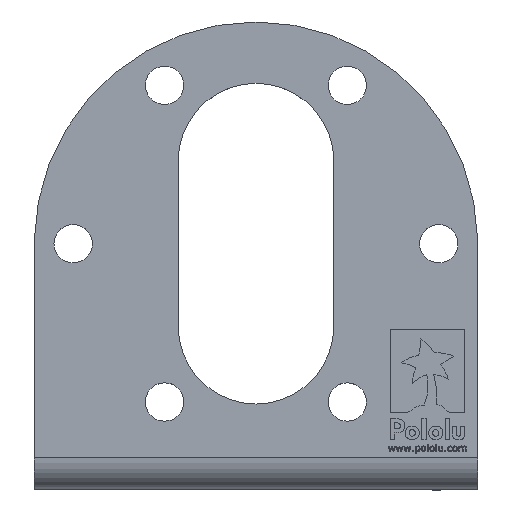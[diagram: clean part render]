
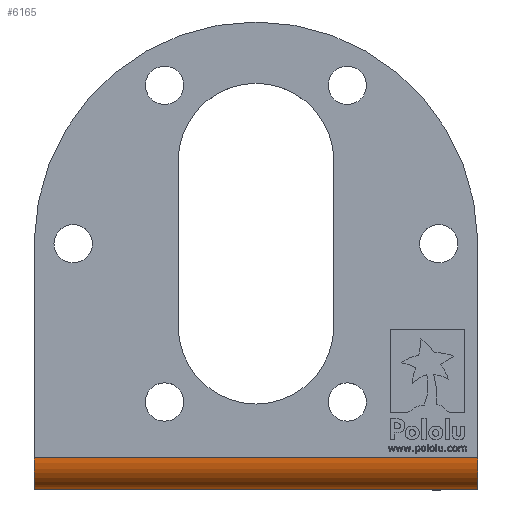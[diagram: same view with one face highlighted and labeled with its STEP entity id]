
A CAD part, top view. The second image highlights one B-rep face of the part: STEP entity #6165.
In plain terms, the highlighted cylindrical face has radius 2.635 mm (diameter 5.27 mm), a partial arc.
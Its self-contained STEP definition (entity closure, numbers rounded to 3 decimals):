
#1110 = CARTESIAN_POINT ( 'NONE',  ( 17.796, -17.165, 7.8 ) ) ;
#1713 = CARTESIAN_POINT ( 'NONE',  ( 17.796, -19.8, 5.165 ) ) ;
#1803 = DIRECTION ( 'NONE',  ( 0., 0., -1. ) ) ;
#1892 = DIRECTION ( 'NONE',  ( -1., 0., 0. ) ) ;
#1903 = AXIS2_PLACEMENT_3D ( 'NONE', #6174, #7624, #1803 ) ;
#2046 = DIRECTION ( 'NONE',  ( 0., 0., -1. ) ) ;
#2589 = CARTESIAN_POINT ( 'NONE',  ( -19.796, -19.8, 5.165 ) ) ;
#2748 = VECTOR ( 'NONE', #4691, 1000. ) ;
#3528 = ORIENTED_EDGE ( 'NONE', *, *, #3660, .T. ) ;
#3557 = CARTESIAN_POINT ( 'NONE',  ( 17.796, -17.165, 5.165 ) ) ;
#3660 = EDGE_CURVE ( 'NONE', #12637, #10969, #11495, .T. ) ;
#3671 = AXIS2_PLACEMENT_3D ( 'NONE', #3557, #12834, #5834 ) ;
#4691 = DIRECTION ( 'NONE',  ( -1., 0., 0. ) ) ;
#4765 = CIRCLE ( 'NONE', #1903, 2.635 ) ;
#4966 = ORIENTED_EDGE ( 'NONE', *, *, #8310, .T. ) ;
#5834 = DIRECTION ( 'NONE',  ( 0., 1., 0. ) ) ;
#6165 = ADVANCED_FACE ( 'NONE', ( #10977 ), #12226, .T. ) ;
#6174 = CARTESIAN_POINT ( 'NONE',  ( -19.796, -17.165, 5.165 ) ) ;
#6365 = EDGE_CURVE ( 'NONE', #11061, #9070, #7283, .T. ) ;
#6554 = CARTESIAN_POINT ( 'NONE',  ( -19.796, -17.165, 7.8 ) ) ;
#7283 = LINE ( 'NONE', #1713, #11587 ) ;
#7624 = DIRECTION ( 'NONE',  ( 1., 0., 0. ) ) ;
#8274 = ORIENTED_EDGE ( 'NONE', *, *, #10696, .F. ) ;
#8310 = EDGE_CURVE ( 'NONE', #10969, #9070, #4765, .T. ) ;
#8577 = CIRCLE ( 'NONE', #11092, 2.635 ) ;
#8793 = ORIENTED_EDGE ( 'NONE', *, *, #6365, .F. ) ;
#9070 = VERTEX_POINT ( 'NONE', #2589 ) ;
#9083 = CARTESIAN_POINT ( 'NONE',  ( 17.796, -17.165, 5.165 ) ) ;
#9360 = CARTESIAN_POINT ( 'NONE',  ( 17.796, -19.8, 5.165 ) ) ;
#10295 = EDGE_LOOP ( 'NONE', ( #4966, #8793, #8274, #3528 ) ) ;
#10427 = CARTESIAN_POINT ( 'NONE',  ( 17.796, -17.165, 7.8 ) ) ;
#10696 = EDGE_CURVE ( 'NONE', #12637, #11061, #8577, .T. ) ;
#10969 = VERTEX_POINT ( 'NONE', #6554 ) ;
#10977 = FACE_OUTER_BOUND ( 'NONE', #10295, .T. ) ;
#11061 = VERTEX_POINT ( 'NONE', #9360 ) ;
#11092 = AXIS2_PLACEMENT_3D ( 'NONE', #9083, #12387, #2046 ) ;
#11495 = LINE ( 'NONE', #10427, #2748 ) ;
#11587 = VECTOR ( 'NONE', #1892, 1000. ) ;
#12226 = CYLINDRICAL_SURFACE ( 'NONE', #3671, 2.635 ) ;
#12387 = DIRECTION ( 'NONE',  ( 1., 0., 0. ) ) ;
#12637 = VERTEX_POINT ( 'NONE', #1110 ) ;
#12834 = DIRECTION ( 'NONE',  ( -1., 0., 0. ) ) ;
